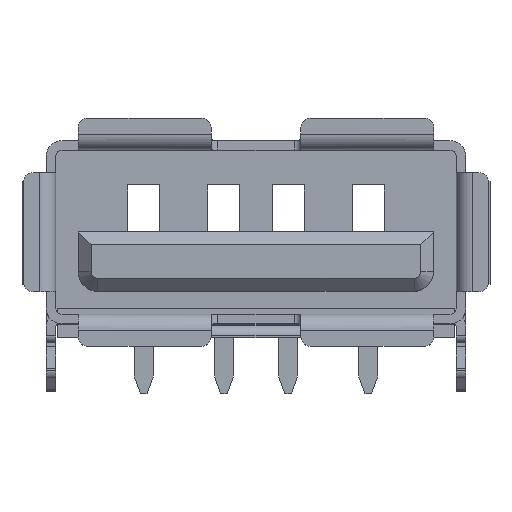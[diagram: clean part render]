
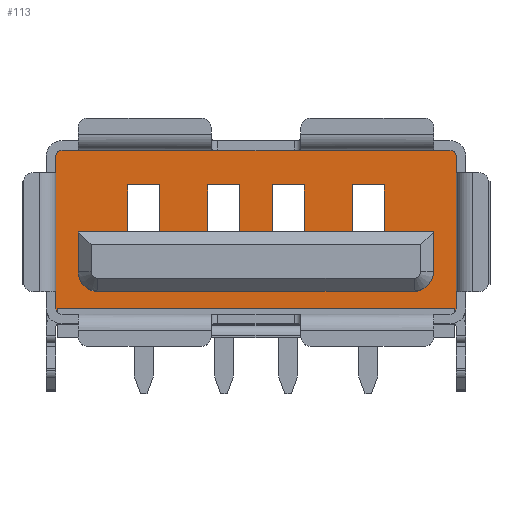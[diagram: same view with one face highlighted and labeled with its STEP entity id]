
A CAD part, top view. The second image highlights one B-rep face of the part: STEP entity #113.
In plain terms, the highlighted planar face has unit normal (0, 0, 1).
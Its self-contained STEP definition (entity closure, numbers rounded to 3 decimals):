
#113=ADVANCED_FACE('',(#1221,#1222),#1223,.T.);
#1221=FACE_OUTER_BOUND('',#3343,.T.);
#1222=FACE_BOUND('',#3344,.T.);
#1223=PLANE('',#3345);
#3343=EDGE_LOOP('',(#5899,#5900,#5901,#5902,#5903,#5904,#5905,#5906,#5907,#5908));
#3344=EDGE_LOOP('',(#5909,#5910,#5911,#5912,#5913,#5914,#5915,#5916,#5917,#5918,#5919,#5920,#5921,#5922,#5923,#5924,#5925,#5926,#5927,#5928,#5929,#5930));
#3345=AXIS2_PLACEMENT_3D('',#5931,#5932,#5933);
#5899=ORIENTED_EDGE('',*,*,#14799,.F.);
#5900=ORIENTED_EDGE('',*,*,#14800,.T.);
#5901=ORIENTED_EDGE('',*,*,#14801,.F.);
#5902=ORIENTED_EDGE('',*,*,#14802,.F.);
#5903=ORIENTED_EDGE('',*,*,#14803,.F.);
#5904=ORIENTED_EDGE('',*,*,#14804,.F.);
#5905=ORIENTED_EDGE('',*,*,#14805,.F.);
#5906=ORIENTED_EDGE('',*,*,#14806,.F.);
#5907=ORIENTED_EDGE('',*,*,#14807,.F.);
#5908=ORIENTED_EDGE('',*,*,#14756,.F.);
#5909=ORIENTED_EDGE('',*,*,#14808,.T.);
#5910=ORIENTED_EDGE('',*,*,#14809,.T.);
#5911=ORIENTED_EDGE('',*,*,#14810,.T.);
#5912=ORIENTED_EDGE('',*,*,#14811,.F.);
#5913=ORIENTED_EDGE('',*,*,#14812,.F.);
#5914=ORIENTED_EDGE('',*,*,#14813,.F.);
#5915=ORIENTED_EDGE('',*,*,#14814,.T.);
#5916=ORIENTED_EDGE('',*,*,#14815,.F.);
#5917=ORIENTED_EDGE('',*,*,#14816,.F.);
#5918=ORIENTED_EDGE('',*,*,#14817,.F.);
#5919=ORIENTED_EDGE('',*,*,#14818,.T.);
#5920=ORIENTED_EDGE('',*,*,#14819,.T.);
#5921=ORIENTED_EDGE('',*,*,#14820,.F.);
#5922=ORIENTED_EDGE('',*,*,#14821,.T.);
#5923=ORIENTED_EDGE('',*,*,#14822,.F.);
#5924=ORIENTED_EDGE('',*,*,#14823,.T.);
#5925=ORIENTED_EDGE('',*,*,#14824,.T.);
#5926=ORIENTED_EDGE('',*,*,#14825,.T.);
#5927=ORIENTED_EDGE('',*,*,#14826,.T.);
#5928=ORIENTED_EDGE('',*,*,#14827,.T.);
#5929=ORIENTED_EDGE('',*,*,#14828,.T.);
#5930=ORIENTED_EDGE('',*,*,#14829,.T.);
#5931=CARTESIAN_POINT('',(0.0,0.0,-8.0));
#5932=DIRECTION('',(0.0,0.0,1.0));
#5933=DIRECTION('',(1.0,0.0,0.0));
#14756=EDGE_CURVE('',#18008,#18010,#18011,.T.);
#14799=EDGE_CURVE('',#18075,#18008,#18077,.T.);
#14800=EDGE_CURVE('',#18075,#18078,#18079,.T.);
#14801=EDGE_CURVE('',#18080,#18078,#18081,.T.);
#14802=EDGE_CURVE('',#18082,#18080,#18083,.T.);
#14803=EDGE_CURVE('',#18084,#18082,#18085,.T.);
#14804=EDGE_CURVE('',#18086,#18084,#18087,.T.);
#14805=EDGE_CURVE('',#18088,#18086,#18089,.T.);
#14806=EDGE_CURVE('',#18090,#18088,#18091,.T.);
#14807=EDGE_CURVE('',#18010,#18090,#18092,.T.);
#14808=EDGE_CURVE('',#18093,#18094,#18095,.T.);
#14809=EDGE_CURVE('',#18094,#18096,#18097,.T.);
#14810=EDGE_CURVE('',#18096,#18098,#18099,.T.);
#14811=EDGE_CURVE('',#18100,#18098,#18101,.T.);
#14812=EDGE_CURVE('',#18102,#18100,#18103,.T.);
#14813=EDGE_CURVE('',#18104,#18102,#18105,.T.);
#14814=EDGE_CURVE('',#18104,#18106,#18107,.T.);
#14815=EDGE_CURVE('',#18108,#18106,#18109,.T.);
#14816=EDGE_CURVE('',#18110,#18108,#18111,.T.);
#14817=EDGE_CURVE('',#18112,#18110,#18113,.T.);
#14818=EDGE_CURVE('',#18112,#18114,#18115,.T.);
#14819=EDGE_CURVE('',#18114,#18116,#18117,.T.);
#14820=EDGE_CURVE('',#18118,#18116,#18119,.T.);
#14821=EDGE_CURVE('',#18118,#18120,#18121,.T.);
#14822=EDGE_CURVE('',#18122,#18120,#18123,.T.);
#14823=EDGE_CURVE('',#18122,#18124,#18125,.T.);
#14824=EDGE_CURVE('',#18124,#18126,#18127,.T.);
#14825=EDGE_CURVE('',#18126,#18128,#18129,.T.);
#14826=EDGE_CURVE('',#18128,#18130,#18131,.T.);
#14827=EDGE_CURVE('',#18130,#18132,#18133,.T.);
#14828=EDGE_CURVE('',#18132,#18134,#18135,.T.);
#14829=EDGE_CURVE('',#18134,#18093,#18136,.T.);
#18008=VERTEX_POINT('',#23209);
#18010=VERTEX_POINT('',#23212);
#18011=LINE('',#23213,#23214);
#18075=VERTEX_POINT('',#23312);
#18077=LINE('',#23315,#23316);
#18078=VERTEX_POINT('',#23317);
#18079=LINE('',#23318,#23319);
#18080=VERTEX_POINT('',#23320);
#18081=CIRCLE('',#23321,0.2);
#18082=VERTEX_POINT('',#23322);
#18083=LINE('',#23323,#23324);
#18084=VERTEX_POINT('',#23325);
#18085=CIRCLE('',#23326,0.2);
#18086=VERTEX_POINT('',#23327);
#18087=LINE('',#23328,#23329);
#18088=VERTEX_POINT('',#23330);
#18089=CIRCLE('',#23331,0.2);
#18090=VERTEX_POINT('',#23332);
#18091=LINE('',#23333,#23334);
#18092=CIRCLE('',#23335,0.2);
#18093=VERTEX_POINT('',#23336);
#18094=VERTEX_POINT('',#23337);
#18095=LINE('',#23338,#23339);
#18096=VERTEX_POINT('',#23340);
#18097=LINE('',#23341,#23342);
#18098=VERTEX_POINT('',#23343);
#18099=LINE('',#23344,#23345);
#18100=VERTEX_POINT('',#23346);
#18101=LINE('',#23347,#23348);
#18102=VERTEX_POINT('',#23349);
#18103=LINE('',#23350,#23351);
#18104=VERTEX_POINT('',#23352);
#18105=LINE('',#23353,#23354);
#18106=VERTEX_POINT('',#23355);
#18107=LINE('',#23356,#23357);
#18108=VERTEX_POINT('',#23358);
#18109=LINE('',#23359,#23360);
#18110=VERTEX_POINT('',#23361);
#18111=LINE('',#23362,#23363);
#18112=VERTEX_POINT('',#23364);
#18113=LINE('',#23365,#23366);
#18114=VERTEX_POINT('',#23367);
#18115=LINE('',#23368,#23369);
#18116=VERTEX_POINT('',#23370);
#18117=LINE('',#23371,#23372);
#18118=VERTEX_POINT('',#23373);
#18119=CIRCLE('',#23374,0.6);
#18120=VERTEX_POINT('',#23375);
#18121=LINE('',#23376,#23377);
#18122=VERTEX_POINT('',#23378);
#18123=CIRCLE('',#23379,0.6);
#18124=VERTEX_POINT('',#23380);
#18125=LINE('',#23381,#23382);
#18126=VERTEX_POINT('',#23383);
#18127=LINE('',#23384,#23385);
#18128=VERTEX_POINT('',#23386);
#18129=LINE('',#23387,#23388);
#18130=VERTEX_POINT('',#23389);
#18131=LINE('',#23390,#23391);
#18132=VERTEX_POINT('',#23392);
#18133=LINE('',#23393,#23394);
#18134=VERTEX_POINT('',#23395);
#18135=LINE('',#23396,#23397);
#18136=LINE('',#23398,#23399);
#23209=CARTESIAN_POINT('',(-6.2,0.5,-8.0));
#23212=CARTESIAN_POINT('',(-6.2,0.368,-8.0));
#23213=CARTESIAN_POINT('',(-6.2,0.5,-8.0));
#23214=VECTOR('',#30821,0.132);
#23312=CARTESIAN_POINT('',(6.2,0.5,-8.0));
#23315=CARTESIAN_POINT('',(6.2,0.5,-8.0));
#23316=VECTOR('',#30892,12.4);
#23317=CARTESIAN_POINT('',(6.2,0.368,-8.0));
#23318=CARTESIAN_POINT('',(6.2,0.5,-8.0));
#23319=VECTOR('',#30893,0.132);
#23320=CARTESIAN_POINT('',(6.25,0.5,-8.0));
#23321=AXIS2_PLACEMENT_3D('',#30894,#30895,#30896);
#23322=CARTESIAN_POINT('',(6.25,5.22,-8.0));
#23323=CARTESIAN_POINT('',(6.25,5.22,-8.0));
#23324=VECTOR('',#30897,4.72);
#23325=CARTESIAN_POINT('',(6.05,5.42,-8.0));
#23326=AXIS2_PLACEMENT_3D('',#30898,#30899,#30900);
#23327=CARTESIAN_POINT('',(-6.05,5.42,-8.0));
#23328=CARTESIAN_POINT('',(-6.05,5.42,-8.0));
#23329=VECTOR('',#30901,12.1);
#23330=CARTESIAN_POINT('',(-6.25,5.22,-8.0));
#23331=AXIS2_PLACEMENT_3D('',#30902,#30903,#30904);
#23332=CARTESIAN_POINT('',(-6.25,0.5,-8.0));
#23333=CARTESIAN_POINT('',(-6.25,0.5,-8.0));
#23334=VECTOR('',#30905,4.72);
#23335=AXIS2_PLACEMENT_3D('',#30906,#30907,#30908);
#23336=CARTESIAN_POINT('',(-1.5,4.349,-8.0));
#23337=CARTESIAN_POINT('',(-0.5,4.349,-8.0));
#23338=CARTESIAN_POINT('',(-1.5,4.349,-8.0));
#23339=VECTOR('',#30909,1.0);
#23340=CARTESIAN_POINT('',(-0.5,2.867,-8.0));
#23341=CARTESIAN_POINT('',(-0.5,4.349,-8.0));
#23342=VECTOR('',#30910,1.482);
#23343=CARTESIAN_POINT('',(0.5,2.867,-8.0));
#23344=CARTESIAN_POINT('',(-0.5,2.867,-8.0));
#23345=VECTOR('',#30911,1.0);
#23346=CARTESIAN_POINT('',(0.5,4.349,-8.0));
#23347=CARTESIAN_POINT('',(0.5,4.349,-8.0));
#23348=VECTOR('',#30912,1.482);
#23349=CARTESIAN_POINT('',(1.5,4.349,-8.0));
#23350=CARTESIAN_POINT('',(1.5,4.349,-8.0));
#23351=VECTOR('',#30913,1.0);
#23352=CARTESIAN_POINT('',(1.5,2.867,-8.0));
#23353=CARTESIAN_POINT('',(1.5,2.867,-8.0));
#23354=VECTOR('',#30914,1.482);
#23355=CARTESIAN_POINT('',(3.0,2.867,-8.0));
#23356=CARTESIAN_POINT('',(1.5,2.867,-8.0));
#23357=VECTOR('',#30915,1.5);
#23358=CARTESIAN_POINT('',(3.0,4.349,-8.0));
#23359=CARTESIAN_POINT('',(3.0,4.349,-8.0));
#23360=VECTOR('',#30916,1.482);
#23361=CARTESIAN_POINT('',(4.0,4.349,-8.0));
#23362=CARTESIAN_POINT('',(4.0,4.349,-8.0));
#23363=VECTOR('',#30917,1.0);
#23364=CARTESIAN_POINT('',(4.0,2.867,-8.0));
#23365=CARTESIAN_POINT('',(4.0,2.867,-8.0));
#23366=VECTOR('',#30918,1.482);
#23367=CARTESIAN_POINT('',(5.535,2.867,-8.0));
#23368=CARTESIAN_POINT('',(4.0,2.867,-8.0));
#23369=VECTOR('',#30919,1.535);
#23370=CARTESIAN_POINT('',(5.535,1.625,-8.0));
#23371=CARTESIAN_POINT('',(5.535,2.867,-8.0));
#23372=VECTOR('',#30920,1.242);
#23373=CARTESIAN_POINT('',(4.935,1.025,-8.0));
#23374=AXIS2_PLACEMENT_3D('',#30921,#30922,#30923);
#23375=CARTESIAN_POINT('',(-4.945,1.025,-8.0));
#23376=CARTESIAN_POINT('',(4.935,1.025,-8.0));
#23377=VECTOR('',#30924,9.88);
#23378=CARTESIAN_POINT('',(-5.545,1.625,-8.0));
#23379=AXIS2_PLACEMENT_3D('',#30925,#30926,#30927);
#23380=CARTESIAN_POINT('',(-5.545,2.867,-8.0));
#23381=CARTESIAN_POINT('',(-5.545,1.625,-8.0));
#23382=VECTOR('',#30928,1.242);
#23383=CARTESIAN_POINT('',(-4.0,2.867,-8.0));
#23384=CARTESIAN_POINT('',(-5.545,2.867,-8.0));
#23385=VECTOR('',#30929,1.545);
#23386=CARTESIAN_POINT('',(-4.0,4.349,-8.0));
#23387=CARTESIAN_POINT('',(-4.0,2.867,-8.0));
#23388=VECTOR('',#30930,1.482);
#23389=CARTESIAN_POINT('',(-3.0,4.349,-8.0));
#23390=CARTESIAN_POINT('',(-4.0,4.349,-8.0));
#23391=VECTOR('',#30931,1.0);
#23392=CARTESIAN_POINT('',(-3.0,2.867,-8.0));
#23393=CARTESIAN_POINT('',(-3.0,4.349,-8.0));
#23394=VECTOR('',#30932,1.482);
#23395=CARTESIAN_POINT('',(-1.5,2.867,-8.0));
#23396=CARTESIAN_POINT('',(-3.0,2.867,-8.0));
#23397=VECTOR('',#30933,1.5);
#23398=CARTESIAN_POINT('',(-1.5,2.867,-8.0));
#23399=VECTOR('',#30934,1.482);
#30821=DIRECTION('',(0.,-1.0,0.0));
#30892=DIRECTION('',(-1.0,0.0,0.0));
#30893=DIRECTION('',(0.,-1.0,0.0));
#30894=CARTESIAN_POINT('',(6.05,0.5,-8.0));
#30895=DIRECTION('',(0.0,0.0,-1.0));
#30896=DIRECTION('',(1.0,0.0,0.0));
#30897=DIRECTION('',(0.0,-1.0,0.0));
#30898=CARTESIAN_POINT('',(6.05,5.22,-8.0));
#30899=DIRECTION('',(0.0,0.0,-1.0));
#30900=DIRECTION('',(0.0,1.0,0.0));
#30901=DIRECTION('',(1.0,0.0,0.0));
#30902=CARTESIAN_POINT('',(-6.05,5.22,-8.0));
#30903=DIRECTION('',(0.0,0.0,-1.0));
#30904=DIRECTION('',(-1.0,0.0,0.0));
#30905=DIRECTION('',(0.0,1.0,0.0));
#30906=CARTESIAN_POINT('',(-6.05,0.5,-8.0));
#30907=DIRECTION('',(-0.0,0.0,-1.0));
#30908=DIRECTION('',(-0.75,-0.661,0.0));
#30909=DIRECTION('',(1.0,0.0,0.0));
#30910=DIRECTION('',(0.0,-1.0,0.0));
#30911=DIRECTION('',(1.0,0.0,0.0));
#30912=DIRECTION('',(0.0,-1.0,0.0));
#30913=DIRECTION('',(-1.0,0.0,0.0));
#30914=DIRECTION('',(0.0,1.0,0.0));
#30915=DIRECTION('',(1.0,0.0,0.0));
#30916=DIRECTION('',(0.0,-1.0,0.0));
#30917=DIRECTION('',(-1.0,0.0,0.0));
#30918=DIRECTION('',(0.0,1.0,0.0));
#30919=DIRECTION('',(1.0,0.0,0.0));
#30920=DIRECTION('',(0.0,-1.0,0.0));
#30921=CARTESIAN_POINT('',(4.935,1.625,-8.0));
#30922=DIRECTION('',(0.0,0.0,1.0));
#30923=DIRECTION('',(0.0,-1.0,0.0));
#30924=DIRECTION('',(-1.0,0.0,0.0));
#30925=CARTESIAN_POINT('',(-4.945,1.625,-8.0));
#30926=DIRECTION('',(0.0,0.0,1.0));
#30927=DIRECTION('',(-1.0,0.,0.0));
#30928=DIRECTION('',(0.0,1.0,0.0));
#30929=DIRECTION('',(1.0,0.0,0.0));
#30930=DIRECTION('',(0.0,1.0,0.0));
#30931=DIRECTION('',(1.0,0.0,0.0));
#30932=DIRECTION('',(0.0,-1.0,0.0));
#30933=DIRECTION('',(1.0,0.0,0.0));
#30934=DIRECTION('',(0.0,1.0,0.0));
